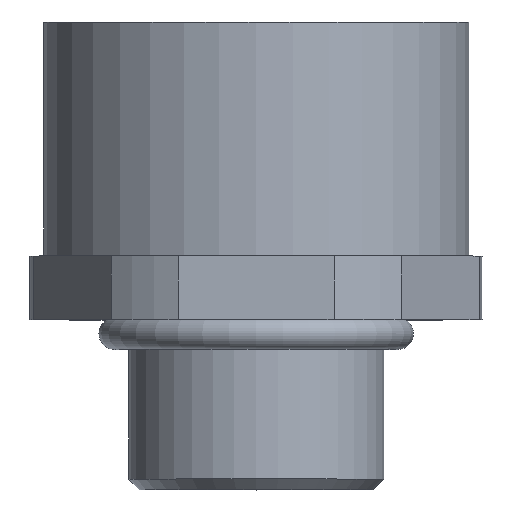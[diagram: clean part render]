
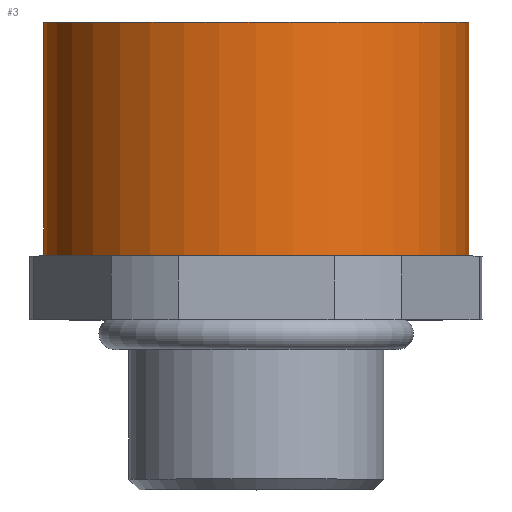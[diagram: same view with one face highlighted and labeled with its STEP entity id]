
A CAD part, top view. The second image highlights one B-rep face of the part: STEP entity #3.
In plain terms, the highlighted cylindrical face has radius 10 mm (diameter 20 mm), a partial arc.
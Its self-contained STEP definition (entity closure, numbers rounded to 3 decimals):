
#3 = ADVANCED_FACE ( 'NONE', ( #1190 ), #1185, .T. ) ;
#325 = CARTESIAN_POINT ( 'NONE',  ( 0., -1., 0. ) ) ;
#326 = DIRECTION ( 'NONE',  ( 0., 1., 0. ) ) ;
#327 = DIRECTION ( 'NONE',  ( -1., 0., 0. ) ) ;
#329 = LINE ( 'NONE', #330, #1113 ) ;
#330 = CARTESIAN_POINT ( 'NONE',  ( 10., 28.886, 0. ) ) ;
#331 = DIRECTION ( 'NONE',  ( 0., 1., 0. ) ) ;
#569 = VERTEX_POINT ( 'NONE', #865 ) ;
#574 = VERTEX_POINT ( 'NONE', #726 ) ;
#577 = VERTEX_POINT ( 'NONE', #729 ) ;
#597 = VERTEX_POINT ( 'NONE', #749 ) ;
#619 = VERTEX_POINT ( 'NONE', #771 ) ;
#620 = VERTEX_POINT ( 'NONE', #772 ) ;
#621 = VERTEX_POINT ( 'NONE', #773 ) ;
#625 = EDGE_LOOP ( 'NONE', ( #832, #837, #849, #852, #838, #839, #840 ) ) ;
#726 = CARTESIAN_POINT ( 'NONE',  ( 8.66, -1., 5. ) ) ;
#729 = CARTESIAN_POINT ( 'NONE',  ( 10., 10., 0. ) ) ;
#749 = CARTESIAN_POINT ( 'NONE',  ( 0., -1., 10. ) ) ;
#771 = CARTESIAN_POINT ( 'NONE',  ( -8.66, -1., 5. ) ) ;
#772 = CARTESIAN_POINT ( 'NONE',  ( -10., -1., 0. ) ) ;
#773 = CARTESIAN_POINT ( 'NONE',  ( -10., 10., 0. ) ) ;
#776 = CARTESIAN_POINT ( 'NONE',  ( 0., 10., 0. ) ) ;
#777 = DIRECTION ( 'NONE',  ( 0., 1., 0. ) ) ;
#778 = DIRECTION ( 'NONE',  ( -1., 0., 0. ) ) ;
#779 = CARTESIAN_POINT ( 'NONE',  ( 0., -1., 0. ) ) ;
#780 = LINE ( 'NONE', #781, #1181 ) ;
#781 = CARTESIAN_POINT ( 'NONE',  ( -10., 28.886, 0. ) ) ;
#782 = DIRECTION ( 'NONE',  ( 0., 1., 0. ) ) ;
#783 = DIRECTION ( 'NONE',  ( 0., 1., 0. ) ) ;
#784 = DIRECTION ( 'NONE',  ( -1., 0., 0. ) ) ;
#785 = CARTESIAN_POINT ( 'NONE',  ( 0., -1., 0. ) ) ;
#786 = DIRECTION ( 'NONE',  ( 0., 1., 0. ) ) ;
#787 = DIRECTION ( 'NONE',  ( -1., 0., 0. ) ) ;
#788 = CARTESIAN_POINT ( 'NONE',  ( 0., -1., 0. ) ) ;
#789 = DIRECTION ( 'NONE',  ( 0., 1., 0. ) ) ;
#790 = DIRECTION ( 'NONE',  ( -1., 0., 0. ) ) ;
#832 = ORIENTED_EDGE ( 'NONE', *, *, #1044, .T. ) ;
#837 = ORIENTED_EDGE ( 'NONE', *, *, #1045, .T. ) ;
#838 = ORIENTED_EDGE ( 'NONE', *, *, #868, .T. ) ;
#839 = ORIENTED_EDGE ( 'NONE', *, *, #869, .T. ) ;
#840 = ORIENTED_EDGE ( 'NONE', *, *, #870, .T. ) ;
#849 = ORIENTED_EDGE ( 'NONE', *, *, #866, .F. ) ;
#852 = ORIENTED_EDGE ( 'NONE', *, *, #867, .F. ) ;
#859 = CARTESIAN_POINT ( 'NONE',  ( 0., 28.886, 0. ) ) ;
#860 = DIRECTION ( 'NONE',  ( 0., 1., 0. ) ) ;
#861 = DIRECTION ( 'NONE',  ( -1., 0., 0. ) ) ;
#865 = CARTESIAN_POINT ( 'NONE',  ( 10., -1., 0. ) ) ;
#866 = EDGE_CURVE ( 'NONE', #621, #577, #884, .T. ) ;
#867 = EDGE_CURVE ( 'NONE', #620, #621, #780, .T. ) ;
#868 = EDGE_CURVE ( 'NONE', #620, #619, #885, .T. ) ;
#869 = EDGE_CURVE ( 'NONE', #619, #597, #886, .T. ) ;
#870 = EDGE_CURVE ( 'NONE', #597, #574, #887, .T. ) ;
#884 = CIRCLE ( 'NONE', #1184, 10. ) ;
#885 = CIRCLE ( 'NONE', #1182, 10. ) ;
#886 = CIRCLE ( 'NONE', #1180, 10. ) ;
#887 = CIRCLE ( 'NONE', #1183, 10. ) ;
#914 = CIRCLE ( 'NONE', #1115, 10. ) ;
#1044 = EDGE_CURVE ( 'NONE', #574, #569, #914, .T. ) ;
#1045 = EDGE_CURVE ( 'NONE', #569, #577, #329, .T. ) ;
#1113 = VECTOR ( 'NONE', #331, 1000. ) ;
#1115 = AXIS2_PLACEMENT_3D ( 'NONE', #325, #326, #327 ) ;
#1180 = AXIS2_PLACEMENT_3D ( 'NONE', #785, #786, #787 ) ;
#1181 = VECTOR ( 'NONE', #782, 1000. ) ;
#1182 = AXIS2_PLACEMENT_3D ( 'NONE', #779, #783, #784 ) ;
#1183 = AXIS2_PLACEMENT_3D ( 'NONE', #788, #789, #790 ) ;
#1184 = AXIS2_PLACEMENT_3D ( 'NONE', #776, #777, #778 ) ;
#1185 = CYLINDRICAL_SURFACE ( 'NONE', #1186, 10. ) ;
#1186 = AXIS2_PLACEMENT_3D ( 'NONE', #859, #860, #861 ) ;
#1190 = FACE_OUTER_BOUND ( 'NONE', #625, .T. ) ;
